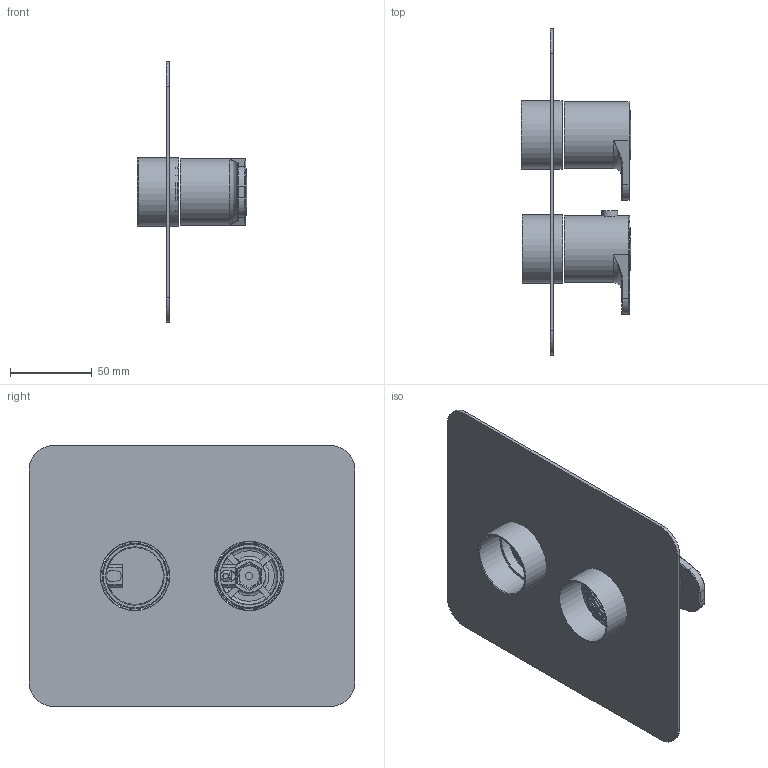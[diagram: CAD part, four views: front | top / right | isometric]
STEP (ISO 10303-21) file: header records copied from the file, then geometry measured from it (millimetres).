
FILE_DESCRIPTION (( 'STEP AP203' ), '1' );
FILE_NAME ('36DP02467.STEP', '2021-02-23T12:33:35', ( '' ), ( '' ), 'SwSTEP 2.0', 'SolidWorks 2018', '' );
FILE_SCHEMA (( 'CONFIG_CONTROL_DESIGN' ));
Length unit declared in the file: millimetre
Products named in the file (1): 36DP02467
Bounding box: 67.14 x 200 x 160 mm (x, y, z)
Volume: 117606.6 mm3; surface area: 108454.9 mm2
Topology: 8 solids, 8 shells, 253 faces, 626 edges, 403 vertices
Faces by surface type: plane 139, cylinder 62, torus 21, cone 18, bspline 9, sphere 4
Full cylindrical faces by diameter (mm): 3.1 x2, 3.3 x1, 4.15 x1, 4.5 x1, 4.65 x1, 9.8 x1, 10.1 x1, 12.5 x1, 25.599 x2, 28.599 x2, 30.999 x2, 31.599 x2, 35.5 x1, 35.8 x1, 39 x1, 40.5 x2, 41 x2, 42 x2, 42.5 x2
Entity records: 9554 total; most frequent: CARTESIAN_POINT 3826, DIRECTION 1140, ORIENTED_EDGE 1116, EDGE_CURVE 558, AXIS2_PLACEMENT_3D 424, VERTEX_POINT 387, EDGE_LOOP 335, VECTOR 292
